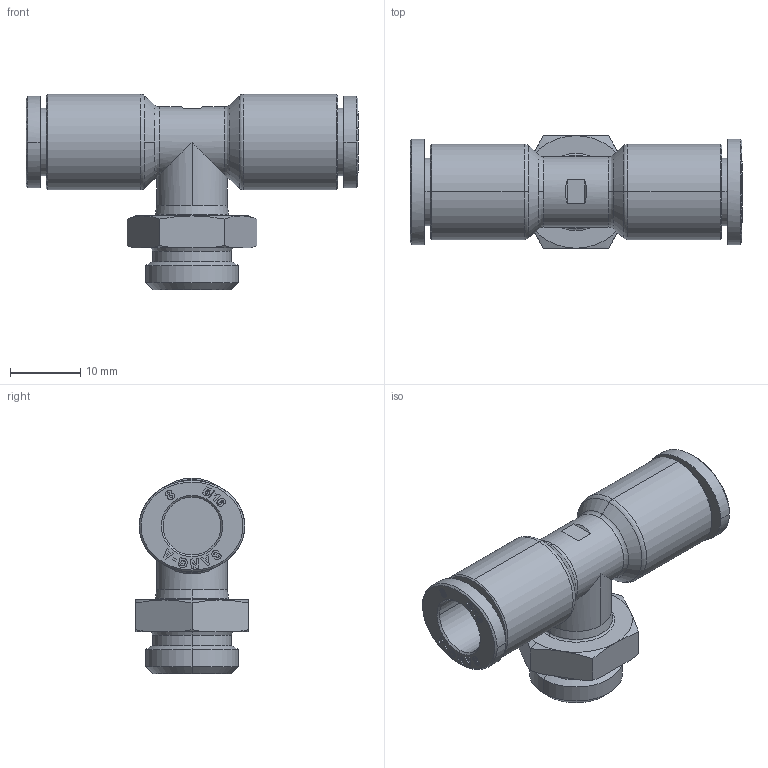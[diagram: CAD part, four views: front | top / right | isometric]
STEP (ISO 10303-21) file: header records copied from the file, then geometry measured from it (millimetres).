
FILE_DESCRIPTION (( 'STEP AP214' ), '1' );
FILE_NAME ('PT08-G02.stp', '2015-10-14T11:20:12', ( '' ), ( '' ), 'SwSTEP 2.0', 'SolidWorks 2015', '' );
FILE_SCHEMA (( 'AUTOMOTIVE_DESIGN' ));
Length unit declared in the file: millimetre
Products named in the file (2): ｦ+ﾃｦ1; PT08-G02
Assembly tree (1 placements, depth 2):
  PT08-G02
    ｦ+ﾃｦ1
Bounding box: 47.2 x 16 x 27.8 mm (x, y, z)
Volume: 5942.8 mm3; surface area: 4584.7 mm2
Topology: 1 solids, 1 shells, 838 faces, 2344 edges, 1549 vertices
Faces by surface type: plane 687, bspline 64, cone 44, cylinder 37, torus 6
Entity records: 29125 total; most frequent: CARTESIAN_POINT 7261, ORIENTED_EDGE 4684, DIRECTION 3858, EDGE_CURVE 2342, VECTOR 2018, LINE 2018, VERTEX_POINT 1549, AXIS2_PLACEMENT_3D 920
